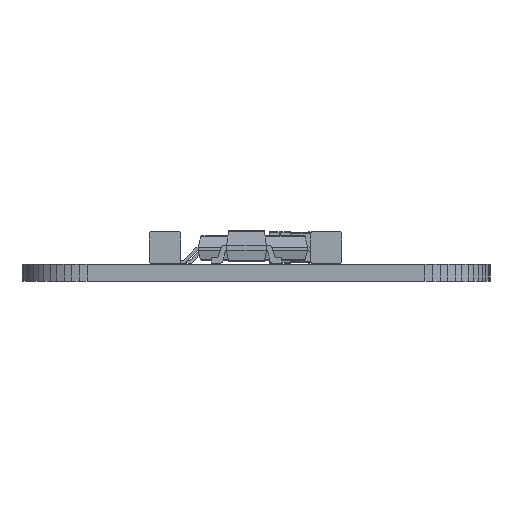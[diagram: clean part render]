
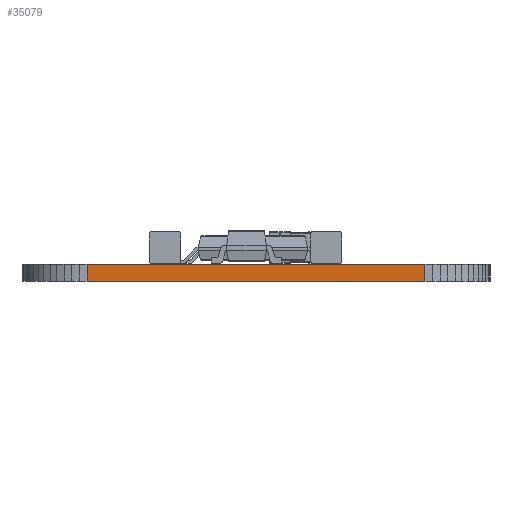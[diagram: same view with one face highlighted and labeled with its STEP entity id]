
A CAD part, front view. The second image highlights one B-rep face of the part: STEP entity #35079.
In plain terms, the highlighted planar face has unit normal (0, -1, 0).
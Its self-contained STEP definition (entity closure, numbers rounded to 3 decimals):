
#27368 = PLANE('',#27369);
#27369 = AXIS2_PLACEMENT_3D('',#27370,#27371,#27372);
#27370 = CARTESIAN_POINT('',(7.62,-23.95,0.68));
#27371 = DIRECTION('',(-0.,-0.,-1.));
#27372 = DIRECTION('',(-1.,0.,0.));
#27422 = PLANE('',#27423);
#27423 = AXIS2_PLACEMENT_3D('',#27424,#27425,#27426);
#27424 = CARTESIAN_POINT('',(7.62,-23.95,0.));
#27425 = DIRECTION('',(-0.,-0.,-1.));
#27426 = DIRECTION('',(-1.,0.,0.));
#28259 = VERTEX_POINT('',#28260);
#28260 = CARTESIAN_POINT('',(14.404,-50.874,0.));
#28274 = PLANE('',#28275);
#28275 = AXIS2_PLACEMENT_3D('',#28276,#28277,#28278);
#28276 = CARTESIAN_POINT('',(14.719,-50.855,0.));
#28277 = DIRECTION('',(0.06,-0.998,0.));
#28278 = DIRECTION('',(-0.998,-0.06,0.));
#28286 = EDGE_CURVE('',#28259,#28287,#28289,.T.);
#28287 = VERTEX_POINT('',#28288);
#28288 = CARTESIAN_POINT('',(0.836,-50.874,0.));
#28289 = SURFACE_CURVE('',#28290,(#28294,#28301),.PCURVE_S1.);
#28290 = LINE('',#28291,#28292);
#28291 = CARTESIAN_POINT('',(14.404,-50.874,0.));
#28292 = VECTOR('',#28293,1.);
#28293 = DIRECTION('',(-1.,0.,0.));
#28294 = PCURVE('',#27422,#28295);
#28295 = DEFINITIONAL_REPRESENTATION('',(#28296),#28300);
#28296 = LINE('',#28297,#28298);
#28297 = CARTESIAN_POINT('',(-6.784,-26.924));
#28298 = VECTOR('',#28299,1.);
#28299 = DIRECTION('',(1.,0.));
#28300 = ( GEOMETRIC_REPRESENTATION_CONTEXT(2) 
PARAMETRIC_REPRESENTATION_CONTEXT() REPRESENTATION_CONTEXT('2D SPACE',''
  ) );
#28301 = PCURVE('',#28302,#28307);
#28302 = PLANE('',#28303);
#28303 = AXIS2_PLACEMENT_3D('',#28304,#28305,#28306);
#28304 = CARTESIAN_POINT('',(14.404,-50.874,0.));
#28305 = DIRECTION('',(0.,-1.,0.));
#28306 = DIRECTION('',(-1.,0.,0.));
#28307 = DEFINITIONAL_REPRESENTATION('',(#28308),#28312);
#28308 = LINE('',#28309,#28310);
#28309 = CARTESIAN_POINT('',(0.,0.));
#28310 = VECTOR('',#28311,1.);
#28311 = DIRECTION('',(1.,0.));
#28312 = ( GEOMETRIC_REPRESENTATION_CONTEXT(2) 
PARAMETRIC_REPRESENTATION_CONTEXT() REPRESENTATION_CONTEXT('2D SPACE',''
  ) );
#28330 = PLANE('',#28331);
#28331 = AXIS2_PLACEMENT_3D('',#28332,#28333,#28334);
#28332 = CARTESIAN_POINT('',(0.836,-50.874,0.));
#28333 = DIRECTION('',(-0.06,-0.998,0.));
#28334 = DIRECTION('',(-0.998,0.06,0.));
#31470 = VERTEX_POINT('',#31471);
#31471 = CARTESIAN_POINT('',(14.404,-50.874,0.68));
#31492 = EDGE_CURVE('',#31470,#31493,#31495,.T.);
#31493 = VERTEX_POINT('',#31494);
#31494 = CARTESIAN_POINT('',(0.836,-50.874,0.68));
#31495 = SURFACE_CURVE('',#31496,(#31500,#31507),.PCURVE_S1.);
#31496 = LINE('',#31497,#31498);
#31497 = CARTESIAN_POINT('',(14.404,-50.874,0.68));
#31498 = VECTOR('',#31499,1.);
#31499 = DIRECTION('',(-1.,0.,0.));
#31500 = PCURVE('',#27368,#31501);
#31501 = DEFINITIONAL_REPRESENTATION('',(#31502),#31506);
#31502 = LINE('',#31503,#31504);
#31503 = CARTESIAN_POINT('',(-6.784,-26.924));
#31504 = VECTOR('',#31505,1.);
#31505 = DIRECTION('',(1.,0.));
#31506 = ( GEOMETRIC_REPRESENTATION_CONTEXT(2) 
PARAMETRIC_REPRESENTATION_CONTEXT() REPRESENTATION_CONTEXT('2D SPACE',''
  ) );
#31507 = PCURVE('',#28302,#31508);
#31508 = DEFINITIONAL_REPRESENTATION('',(#31509),#31513);
#31509 = LINE('',#31510,#31511);
#31510 = CARTESIAN_POINT('',(0.,-0.68));
#31511 = VECTOR('',#31512,1.);
#31512 = DIRECTION('',(1.,0.));
#31513 = ( GEOMETRIC_REPRESENTATION_CONTEXT(2) 
PARAMETRIC_REPRESENTATION_CONTEXT() REPRESENTATION_CONTEXT('2D SPACE',''
  ) );
#35031 = EDGE_CURVE('',#28259,#31470,#35032,.T.);
#35032 = SURFACE_CURVE('',#35033,(#35037,#35044),.PCURVE_S1.);
#35033 = LINE('',#35034,#35035);
#35034 = CARTESIAN_POINT('',(14.404,-50.874,0.));
#35035 = VECTOR('',#35036,1.);
#35036 = DIRECTION('',(0.,0.,1.));
#35037 = PCURVE('',#28274,#35038);
#35038 = DEFINITIONAL_REPRESENTATION('',(#35039),#35043);
#35039 = LINE('',#35040,#35041);
#35040 = CARTESIAN_POINT('',(0.316,0.));
#35041 = VECTOR('',#35042,1.);
#35042 = DIRECTION('',(0.,-1.));
#35043 = ( GEOMETRIC_REPRESENTATION_CONTEXT(2) 
PARAMETRIC_REPRESENTATION_CONTEXT() REPRESENTATION_CONTEXT('2D SPACE',''
  ) );
#35044 = PCURVE('',#28302,#35045);
#35045 = DEFINITIONAL_REPRESENTATION('',(#35046),#35050);
#35046 = LINE('',#35047,#35048);
#35047 = CARTESIAN_POINT('',(0.,0.));
#35048 = VECTOR('',#35049,1.);
#35049 = DIRECTION('',(0.,-1.));
#35050 = ( GEOMETRIC_REPRESENTATION_CONTEXT(2) 
PARAMETRIC_REPRESENTATION_CONTEXT() REPRESENTATION_CONTEXT('2D SPACE',''
  ) );
#35079 = ADVANCED_FACE('',(#35080),#28302,.T.);
#35080 = FACE_BOUND('',#35081,.T.);
#35081 = EDGE_LOOP('',(#35082,#35083,#35084,#35105));
#35082 = ORIENTED_EDGE('',*,*,#35031,.T.);
#35083 = ORIENTED_EDGE('',*,*,#31492,.T.);
#35084 = ORIENTED_EDGE('',*,*,#35085,.F.);
#35085 = EDGE_CURVE('',#28287,#31493,#35086,.T.);
#35086 = SURFACE_CURVE('',#35087,(#35091,#35098),.PCURVE_S1.);
#35087 = LINE('',#35088,#35089);
#35088 = CARTESIAN_POINT('',(0.836,-50.874,0.));
#35089 = VECTOR('',#35090,1.);
#35090 = DIRECTION('',(0.,0.,1.));
#35091 = PCURVE('',#28302,#35092);
#35092 = DEFINITIONAL_REPRESENTATION('',(#35093),#35097);
#35093 = LINE('',#35094,#35095);
#35094 = CARTESIAN_POINT('',(13.569,0.));
#35095 = VECTOR('',#35096,1.);
#35096 = DIRECTION('',(0.,-1.));
#35097 = ( GEOMETRIC_REPRESENTATION_CONTEXT(2) 
PARAMETRIC_REPRESENTATION_CONTEXT() REPRESENTATION_CONTEXT('2D SPACE',''
  ) );
#35098 = PCURVE('',#28330,#35099);
#35099 = DEFINITIONAL_REPRESENTATION('',(#35100),#35104);
#35100 = LINE('',#35101,#35102);
#35101 = CARTESIAN_POINT('',(0.,0.));
#35102 = VECTOR('',#35103,1.);
#35103 = DIRECTION('',(0.,-1.));
#35104 = ( GEOMETRIC_REPRESENTATION_CONTEXT(2) 
PARAMETRIC_REPRESENTATION_CONTEXT() REPRESENTATION_CONTEXT('2D SPACE',''
  ) );
#35105 = ORIENTED_EDGE('',*,*,#28286,.F.);
